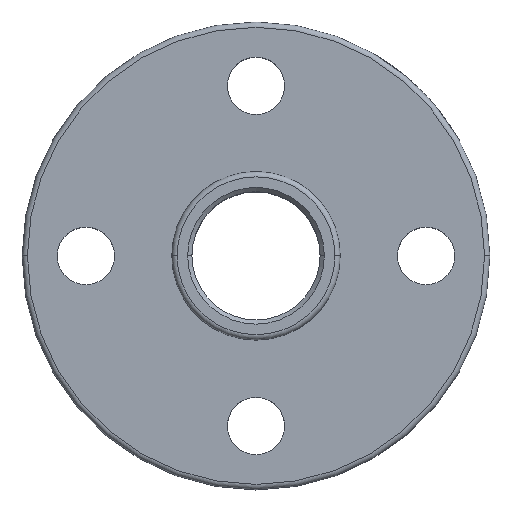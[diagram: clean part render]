
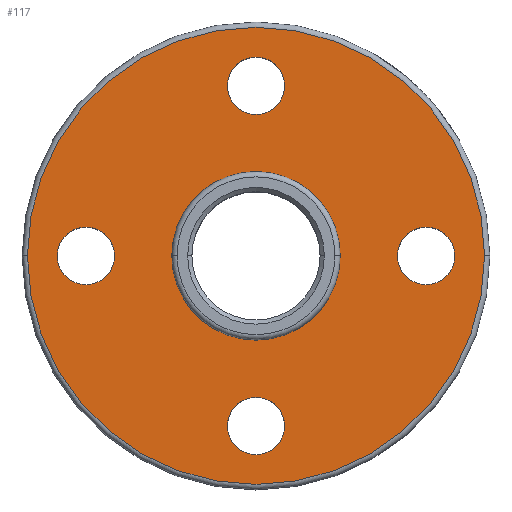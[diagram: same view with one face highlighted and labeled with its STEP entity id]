
A CAD part, top view. The second image highlights one B-rep face of the part: STEP entity #117.
In plain terms, the highlighted planar face has unit normal (0, 0, 1).
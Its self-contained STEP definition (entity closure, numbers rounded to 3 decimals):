
#17 = FACE_BOUND ( 'NONE', #114, .T. ) ;
#21 = ORIENTED_EDGE ( 'NONE', *, *, #1166, .F. ) ;
#61 = ORIENTED_EDGE ( 'NONE', *, *, #307, .F. ) ;
#68 = CARTESIAN_POINT ( 'NONE',  ( 0., 8., 0. ) ) ;
#71 = EDGE_CURVE ( 'NONE', #859, #1136, #707, .T. ) ;
#89 = DIRECTION ( 'NONE',  ( 0., 0., 1. ) ) ;
#114 = EDGE_LOOP ( 'NONE', ( #502, #663 ) ) ;
#117 = ADVANCED_FACE ( 'NONE', ( #564, #575, #1080, #17, #773, #841 ), #586, .T. ) ;
#127 = ORIENTED_EDGE ( 'NONE', *, *, #373, .T. ) ;
#132 = DIRECTION ( 'NONE',  ( 1., 0., 0. ) ) ;
#140 = AXIS2_PLACEMENT_3D ( 'NONE', #1065, #169, #806 ) ;
#154 = CARTESIAN_POINT ( 'NONE',  ( 6.65, 0., 0. ) ) ;
#163 = CIRCLE ( 'NONE', #505, 1.35 ) ;
#168 = VERTEX_POINT ( 'NONE', #507 ) ;
#169 = DIRECTION ( 'NONE',  ( 0., 0., 1. ) ) ;
#228 = CARTESIAN_POINT ( 'NONE',  ( -8., 0., 0. ) ) ;
#231 = DIRECTION ( 'NONE',  ( 0., 0., 1. ) ) ;
#250 = CARTESIAN_POINT ( 'NONE',  ( 0., 0., 0. ) ) ;
#252 = ORIENTED_EDGE ( 'NONE', *, *, #539, .F. ) ;
#258 = DIRECTION ( 'NONE',  ( 1., 0., 0. ) ) ;
#307 = EDGE_CURVE ( 'NONE', #428, #611, #163, .T. ) ;
#316 = DIRECTION ( 'NONE',  ( 1., 0., 0. ) ) ;
#324 = DIRECTION ( 'NONE',  ( 0., 0., 1. ) ) ;
#342 = CARTESIAN_POINT ( 'NONE',  ( 0., 8., 0. ) ) ;
#352 = ORIENTED_EDGE ( 'NONE', *, *, #1013, .F. ) ;
#373 = EDGE_CURVE ( 'NONE', #844, #1124, #646, .T. ) ;
#393 = CIRCLE ( 'NONE', #140, 1.35 ) ;
#410 = AXIS2_PLACEMENT_3D ( 'NONE', #525, #534, #1153 ) ;
#421 = DIRECTION ( 'NONE',  ( 1., 0., 0. ) ) ;
#428 = VERTEX_POINT ( 'NONE', #982 ) ;
#438 = DIRECTION ( 'NONE',  ( 1., 0., 0. ) ) ;
#449 = CARTESIAN_POINT ( 'NONE',  ( -9.35, 0., 0. ) ) ;
#452 = CARTESIAN_POINT ( 'NONE',  ( 10.75, 0., 0. ) ) ;
#458 = CARTESIAN_POINT ( 'NONE',  ( 9.35, 0., 0. ) ) ;
#481 = AXIS2_PLACEMENT_3D ( 'NONE', #865, #1044, #789 ) ;
#502 = ORIENTED_EDGE ( 'NONE', *, *, #71, .F. ) ;
#505 = AXIS2_PLACEMENT_3D ( 'NONE', #342, #604, #969 ) ;
#507 = CARTESIAN_POINT ( 'NONE',  ( -1.35, -8., 0. ) ) ;
#514 = CARTESIAN_POINT ( 'NONE',  ( 1.35, 8., 0. ) ) ;
#515 = CARTESIAN_POINT ( 'NONE',  ( -10.75, 0., 0. ) ) ;
#521 = EDGE_LOOP ( 'NONE', ( #21, #775 ) ) ;
#525 = CARTESIAN_POINT ( 'NONE',  ( 0., 0., 0. ) ) ;
#534 = DIRECTION ( 'NONE',  ( 0., 0., 1. ) ) ;
#539 = EDGE_CURVE ( 'NONE', #1035, #168, #1019, .T. ) ;
#545 = AXIS2_PLACEMENT_3D ( 'NONE', #853, #688, #783 ) ;
#546 = CARTESIAN_POINT ( 'NONE',  ( 0., 0., 0. ) ) ;
#564 = FACE_OUTER_BOUND ( 'NONE', #738, .T. ) ;
#567 = CIRCLE ( 'NONE', #863, 3.962 ) ;
#575 = FACE_BOUND ( 'NONE', #691, .T. ) ;
#586 = PLANE ( 'NONE',  #545 ) ;
#588 = DIRECTION ( 'NONE',  ( 1., 0., 0. ) ) ;
#589 = AXIS2_PLACEMENT_3D ( 'NONE', #899, #977, #438 ) ;
#597 = CIRCLE ( 'NONE', #1142, 3.962 ) ;
#604 = DIRECTION ( 'NONE',  ( 0., 0., 1. ) ) ;
#608 = VERTEX_POINT ( 'NONE', #609 ) ;
#609 = CARTESIAN_POINT ( 'NONE',  ( -3.962, 0., 0. ) ) ;
#610 = AXIS2_PLACEMENT_3D ( 'NONE', #684, #231, #588 ) ;
#611 = VERTEX_POINT ( 'NONE', #514 ) ;
#622 = EDGE_CURVE ( 'NONE', #168, #1035, #1147, .T. ) ;
#637 = EDGE_CURVE ( 'NONE', #1136, #859, #674, .T. ) ;
#646 = CIRCLE ( 'NONE', #589, 10.75 ) ;
#661 = ORIENTED_EDGE ( 'NONE', *, *, #622, .F. ) ;
#663 = ORIENTED_EDGE ( 'NONE', *, *, #637, .F. ) ;
#674 = CIRCLE ( 'NONE', #610, 1.35 ) ;
#684 = CARTESIAN_POINT ( 'NONE',  ( 8., 0., 0. ) ) ;
#686 = DIRECTION ( 'NONE',  ( 0., 0., 1. ) ) ;
#688 = DIRECTION ( 'NONE',  ( 0., 0., 1. ) ) ;
#691 = EDGE_LOOP ( 'NONE', ( #352, #950 ) ) ;
#699 = CIRCLE ( 'NONE', #936, 1.35 ) ;
#707 = CIRCLE ( 'NONE', #1137, 1.35 ) ;
#731 = DIRECTION ( 'NONE',  ( 0., 0., 1. ) ) ;
#738 = EDGE_LOOP ( 'NONE', ( #127, #797 ) ) ;
#742 = EDGE_CURVE ( 'NONE', #1124, #844, #769, .T. ) ;
#743 = AXIS2_PLACEMENT_3D ( 'NONE', #68, #324, #421 ) ;
#769 = CIRCLE ( 'NONE', #410, 10.75 ) ;
#773 = FACE_BOUND ( 'NONE', #843, .T. ) ;
#775 = ORIENTED_EDGE ( 'NONE', *, *, #877, .F. ) ;
#783 = DIRECTION ( 'NONE',  ( 1., 0., 0. ) ) ;
#785 = DIRECTION ( 'NONE',  ( 1., 0., 0. ) ) ;
#789 = DIRECTION ( 'NONE',  ( 1., 0., 0. ) ) ;
#797 = ORIENTED_EDGE ( 'NONE', *, *, #742, .T. ) ;
#804 = EDGE_CURVE ( 'NONE', #897, #1150, #393, .T. ) ;
#806 = DIRECTION ( 'NONE',  ( 1., 0., 0. ) ) ;
#814 = AXIS2_PLACEMENT_3D ( 'NONE', #1112, #1026, #132 ) ;
#817 = EDGE_LOOP ( 'NONE', ( #252, #661 ) ) ;
#841 = FACE_BOUND ( 'NONE', #521, .T. ) ;
#843 = EDGE_LOOP ( 'NONE', ( #910, #61 ) ) ;
#844 = VERTEX_POINT ( 'NONE', #452 ) ;
#853 = CARTESIAN_POINT ( 'NONE',  ( 0., 0., 0. ) ) ;
#859 = VERTEX_POINT ( 'NONE', #458 ) ;
#863 = AXIS2_PLACEMENT_3D ( 'NONE', #546, #731, #1089 ) ;
#865 = CARTESIAN_POINT ( 'NONE',  ( 0., -8., 0. ) ) ;
#870 = CARTESIAN_POINT ( 'NONE',  ( 3.962, 0., 0. ) ) ;
#877 = EDGE_CURVE ( 'NONE', #1096, #608, #567, .T. ) ;
#897 = VERTEX_POINT ( 'NONE', #449 ) ;
#899 = CARTESIAN_POINT ( 'NONE',  ( 0., 0., 0. ) ) ;
#910 = ORIENTED_EDGE ( 'NONE', *, *, #1054, .F. ) ;
#928 = CIRCLE ( 'NONE', #743, 1.35 ) ;
#936 = AXIS2_PLACEMENT_3D ( 'NONE', #228, #1133, #785 ) ;
#950 = ORIENTED_EDGE ( 'NONE', *, *, #804, .F. ) ;
#956 = CARTESIAN_POINT ( 'NONE',  ( 8., 0., 0. ) ) ;
#969 = DIRECTION ( 'NONE',  ( 1., 0., 0. ) ) ;
#977 = DIRECTION ( 'NONE',  ( 0., 0., 1. ) ) ;
#982 = CARTESIAN_POINT ( 'NONE',  ( -1.35, 8., 0. ) ) ;
#1013 = EDGE_CURVE ( 'NONE', #1150, #897, #699, .T. ) ;
#1019 = CIRCLE ( 'NONE', #814, 1.35 ) ;
#1026 = DIRECTION ( 'NONE',  ( 0., 0., 1. ) ) ;
#1034 = CARTESIAN_POINT ( 'NONE',  ( -6.65, 0., 0. ) ) ;
#1035 = VERTEX_POINT ( 'NONE', #1126 ) ;
#1044 = DIRECTION ( 'NONE',  ( 0., 0., 1. ) ) ;
#1054 = EDGE_CURVE ( 'NONE', #611, #428, #928, .T. ) ;
#1065 = CARTESIAN_POINT ( 'NONE',  ( -8., 0., 0. ) ) ;
#1080 = FACE_BOUND ( 'NONE', #817, .T. ) ;
#1089 = DIRECTION ( 'NONE',  ( 1., 0., 0. ) ) ;
#1096 = VERTEX_POINT ( 'NONE', #870 ) ;
#1112 = CARTESIAN_POINT ( 'NONE',  ( 0., -8., 0. ) ) ;
#1124 = VERTEX_POINT ( 'NONE', #515 ) ;
#1126 = CARTESIAN_POINT ( 'NONE',  ( 1.35, -8., 0. ) ) ;
#1133 = DIRECTION ( 'NONE',  ( 0., 0., 1. ) ) ;
#1136 = VERTEX_POINT ( 'NONE', #154 ) ;
#1137 = AXIS2_PLACEMENT_3D ( 'NONE', #956, #686, #316 ) ;
#1142 = AXIS2_PLACEMENT_3D ( 'NONE', #250, #89, #258 ) ;
#1147 = CIRCLE ( 'NONE', #481, 1.35 ) ;
#1150 = VERTEX_POINT ( 'NONE', #1034 ) ;
#1153 = DIRECTION ( 'NONE',  ( 1., 0., 0. ) ) ;
#1166 = EDGE_CURVE ( 'NONE', #608, #1096, #597, .T. ) ;
